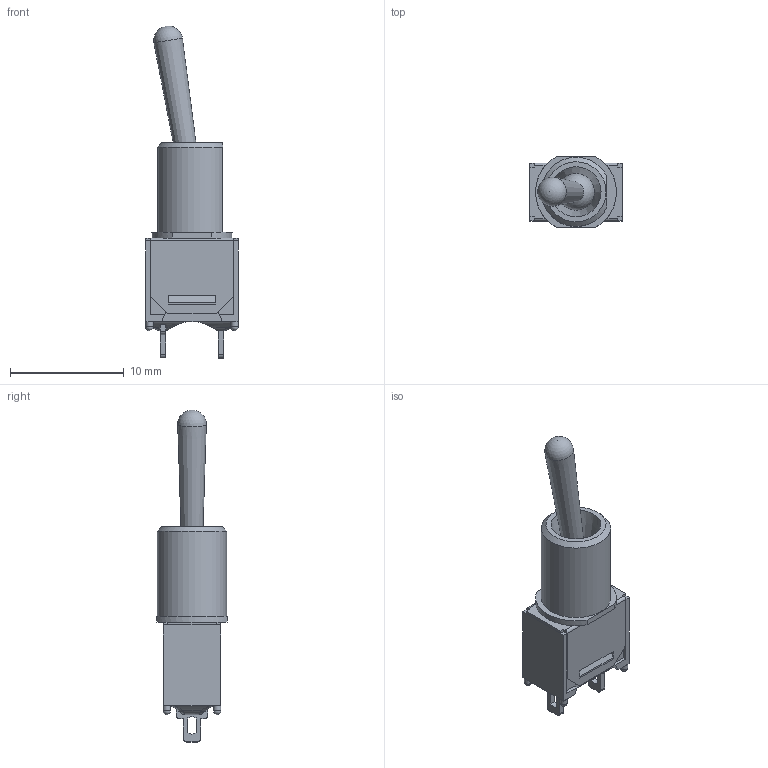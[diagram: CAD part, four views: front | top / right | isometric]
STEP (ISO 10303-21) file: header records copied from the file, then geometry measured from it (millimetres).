
FILE_DESCRIPTION(/* description */ (''),/* implementation_level */ '2;1');
FILE_NAME(/* name */ '200MSP6T4B5M1QE.stp',/* time_stamp */ '2025-07-02T07:51:52-05:00',/* author */ ('jsteinblock'),/* organization */ (''),/* preprocessor_version */ 'ST-DEVELOPER v18.1',/* originating_system */ 'Autodesk Inventor 2022',/* authorisation */ '');
FILE_SCHEMA (('AUTOMOTIVE_DESIGN { 1 0 10303 214 3 1 1 }'));
Length unit declared in the file: inch
Products named in the file (1): 200MSP6T4B5M1QE
Bounding box: 8.13 x 6.2 x 29.15 mm (x, y, z)
Volume: 398.5 mm3; surface area: 1032.8 mm2
Topology: 2 solids, 3 shells, 181 faces, 487 edges, 302 vertices
Faces by surface type: plane 120, cylinder 39, bspline 12, sphere 7, cone 3
Full cylindrical faces by diameter (mm): 0.65 x4, 3.25 x2
Entity records: 5915 total; most frequent: CARTESIAN_POINT 1439, ORIENTED_EDGE 962, DIRECTION 857, EDGE_CURVE 481, LINE 339, VECTOR 339, VERTEX_POINT 302, AXIS2_PLACEMENT_3D 259
